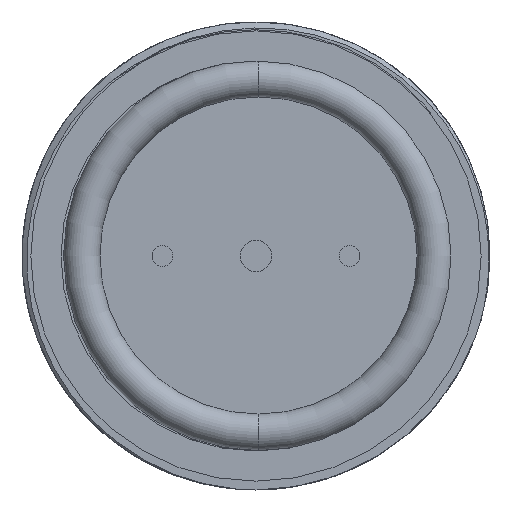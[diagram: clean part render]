
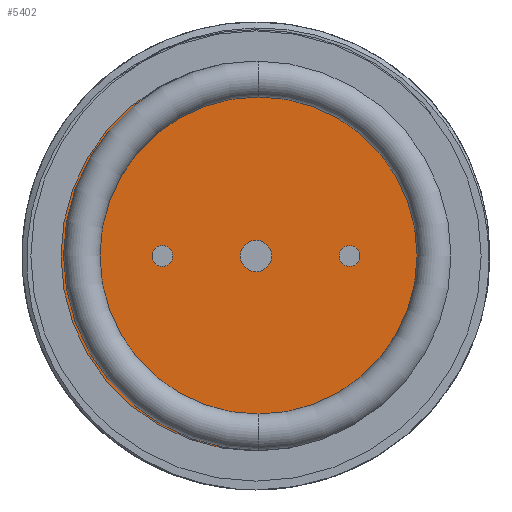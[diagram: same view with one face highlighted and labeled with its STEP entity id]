
A CAD part, front view. The second image highlights one B-rep face of the part: STEP entity #5402.
In plain terms, the highlighted planar face has unit normal (0, -1, 0).
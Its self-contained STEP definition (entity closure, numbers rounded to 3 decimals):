
#138 = CARTESIAN_POINT ( 'NONE',  ( 9., 2.7, 0. ) ) ;
#181 = CARTESIAN_POINT ( 'NONE',  ( -9., 2.7, 0. ) ) ;
#183 = VERTEX_POINT ( 'NONE', #6826 ) ;
#385 = DIRECTION ( 'NONE',  ( 0., 0., -1. ) ) ;
#472 = AXIS2_PLACEMENT_3D ( 'NONE', #3424, #6391, #2074 ) ;
#475 = AXIS2_PLACEMENT_3D ( 'NONE', #5752, #1414, #6489 ) ;
#535 = VERTEX_POINT ( 'NONE', #9131 ) ;
#571 = CARTESIAN_POINT ( 'NONE',  ( 0., 2.7, -18.75 ) ) ;
#603 = PLANE ( 'NONE',  #472 ) ;
#626 = VERTEX_POINT ( 'NONE', #4849 ) ;
#763 = CIRCLE ( 'NONE', #475, 1.5 ) ;
#860 = DIRECTION ( 'NONE',  ( 0., 0., -1. ) ) ;
#899 = DIRECTION ( 'NONE',  ( 0., 0., -1. ) ) ;
#1017 = ORIENTED_EDGE ( 'NONE', *, *, #5430, .T. ) ;
#1067 = ORIENTED_EDGE ( 'NONE', *, *, #9111, .F. ) ;
#1162 = EDGE_CURVE ( 'NONE', #8859, #626, #3348, .T. ) ;
#1414 = DIRECTION ( 'NONE',  ( 0., -1., 0. ) ) ;
#1415 = VERTEX_POINT ( 'NONE', #571 ) ;
#1465 = CARTESIAN_POINT ( 'NONE',  ( -9., 2.7, -1. ) ) ;
#1694 = VERTEX_POINT ( 'NONE', #1465 ) ;
#1897 = CARTESIAN_POINT ( 'NONE',  ( 9., 2.7, 0. ) ) ;
#1977 = AXIS2_PLACEMENT_3D ( 'NONE', #138, #5194, #860 ) ;
#2025 = CIRCLE ( 'NONE', #8225, 1. ) ;
#2070 = CARTESIAN_POINT ( 'NONE',  ( 0., 2.7, 0. ) ) ;
#2074 = DIRECTION ( 'NONE',  ( 0., 0., -1. ) ) ;
#2308 = FACE_OUTER_BOUND ( 'NONE', #7914, .T. ) ;
#2427 = AXIS2_PLACEMENT_3D ( 'NONE', #2830, #7885, #3548 ) ;
#2436 = ORIENTED_EDGE ( 'NONE', *, *, #3235, .F. ) ;
#2626 = DIRECTION ( 'NONE',  ( 0., 0., -1. ) ) ;
#2713 = CARTESIAN_POINT ( 'NONE',  ( 9., 2.7, 1. ) ) ;
#2830 = CARTESIAN_POINT ( 'NONE',  ( 0., 2.7, 0. ) ) ;
#2855 = DIRECTION ( 'NONE',  ( 0., -1., 0. ) ) ;
#3235 = EDGE_CURVE ( 'NONE', #535, #1694, #5687, .T. ) ;
#3348 = CIRCLE ( 'NONE', #8652, 1.5 ) ;
#3424 = CARTESIAN_POINT ( 'NONE',  ( 0., 2.7, 0. ) ) ;
#3548 = DIRECTION ( 'NONE',  ( 0., 0., -1. ) ) ;
#3997 = CARTESIAN_POINT ( 'NONE',  ( -9., 2.7, 0. ) ) ;
#4027 = EDGE_LOOP ( 'NONE', ( #8427, #2436 ) ) ;
#4221 = FACE_BOUND ( 'NONE', #7955, .T. ) ;
#4288 = DIRECTION ( 'NONE',  ( 0., 0., -1. ) ) ;
#4441 = FACE_BOUND ( 'NONE', #4027, .T. ) ;
#4538 = CIRCLE ( 'NONE', #4770, 1. ) ;
#4706 = DIRECTION ( 'NONE',  ( 0., -1., 0. ) ) ;
#4712 = DIRECTION ( 'NONE',  ( 0., 0., -1. ) ) ;
#4762 = VERTEX_POINT ( 'NONE', #2713 ) ;
#4770 = AXIS2_PLACEMENT_3D ( 'NONE', #1897, #6957, #2626 ) ;
#4849 = CARTESIAN_POINT ( 'NONE',  ( 0., 2.7, 1.5 ) ) ;
#5009 = AXIS2_PLACEMENT_3D ( 'NONE', #3997, #9059, #4712 ) ;
#5052 = ORIENTED_EDGE ( 'NONE', *, *, #6705, .F. ) ;
#5194 = DIRECTION ( 'NONE',  ( 0., -1., 0. ) ) ;
#5234 = DIRECTION ( 'NONE',  ( 0., -1., 0. ) ) ;
#5402 = ADVANCED_FACE ( 'NONE', ( #4221, #4441, #6153, #2308 ), #603, .T. ) ;
#5430 = EDGE_CURVE ( 'NONE', #1415, #183, #7866, .T. ) ;
#5628 = AXIS2_PLACEMENT_3D ( 'NONE', #9054, #4706, #385 ) ;
#5687 = CIRCLE ( 'NONE', #5009, 1. ) ;
#5752 = CARTESIAN_POINT ( 'NONE',  ( 0., 2.7, 0. ) ) ;
#6153 = FACE_BOUND ( 'NONE', #9027, .T. ) ;
#6227 = ORIENTED_EDGE ( 'NONE', *, *, #7790, .F. ) ;
#6391 = DIRECTION ( 'NONE',  ( 0., -1., 0. ) ) ;
#6489 = DIRECTION ( 'NONE',  ( 0., 0., -1. ) ) ;
#6705 = EDGE_CURVE ( 'NONE', #8791, #4762, #4538, .T. ) ;
#6826 = CARTESIAN_POINT ( 'NONE',  ( 0., 2.7, 18.75 ) ) ;
#6928 = CIRCLE ( 'NONE', #1977, 1. ) ;
#6957 = DIRECTION ( 'NONE',  ( 0., -1., 0. ) ) ;
#7790 = EDGE_CURVE ( 'NONE', #626, #8859, #763, .T. ) ;
#7866 = CIRCLE ( 'NONE', #2427, 18.75 ) ;
#7885 = DIRECTION ( 'NONE',  ( 0., -1., 0. ) ) ;
#7901 = CIRCLE ( 'NONE', #5628, 18.75 ) ;
#7914 = EDGE_LOOP ( 'NONE', ( #1017, #8777 ) ) ;
#7955 = EDGE_LOOP ( 'NONE', ( #5052, #1067 ) ) ;
#7976 = EDGE_CURVE ( 'NONE', #1694, #535, #2025, .T. ) ;
#8225 = AXIS2_PLACEMENT_3D ( 'NONE', #181, #5234, #899 ) ;
#8324 = ORIENTED_EDGE ( 'NONE', *, *, #1162, .F. ) ;
#8427 = ORIENTED_EDGE ( 'NONE', *, *, #7976, .F. ) ;
#8449 = EDGE_CURVE ( 'NONE', #183, #1415, #7901, .T. ) ;
#8652 = AXIS2_PLACEMENT_3D ( 'NONE', #2070, #2855, #4288 ) ;
#8683 = CARTESIAN_POINT ( 'NONE',  ( 9., 2.7, -1. ) ) ;
#8777 = ORIENTED_EDGE ( 'NONE', *, *, #8449, .T. ) ;
#8791 = VERTEX_POINT ( 'NONE', #8683 ) ;
#8859 = VERTEX_POINT ( 'NONE', #8872 ) ;
#8872 = CARTESIAN_POINT ( 'NONE',  ( 0., 2.7, -1.5 ) ) ;
#9027 = EDGE_LOOP ( 'NONE', ( #8324, #6227 ) ) ;
#9054 = CARTESIAN_POINT ( 'NONE',  ( 0., 2.7, 0. ) ) ;
#9059 = DIRECTION ( 'NONE',  ( 0., -1., 0. ) ) ;
#9111 = EDGE_CURVE ( 'NONE', #4762, #8791, #6928, .T. ) ;
#9131 = CARTESIAN_POINT ( 'NONE',  ( -9., 2.7, 1. ) ) ;
